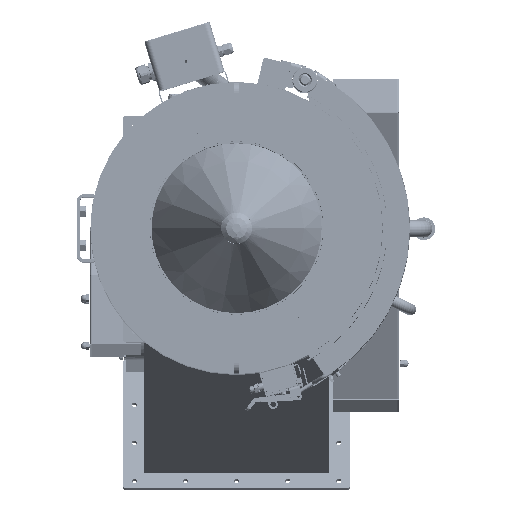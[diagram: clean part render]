
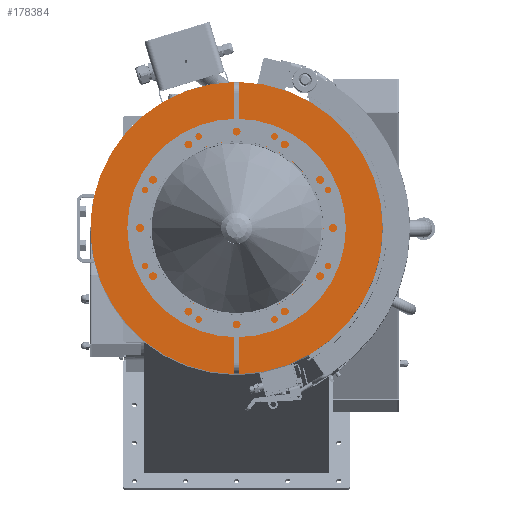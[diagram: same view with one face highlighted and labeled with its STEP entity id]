
A CAD part, top view. The second image highlights one B-rep face of the part: STEP entity #178384.
In plain terms, the highlighted planar face has unit normal (0, 0, 1).
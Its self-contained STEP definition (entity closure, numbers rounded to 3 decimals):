
#9724=LINE($,#264293,#25663);
#9734=LINE($,#264313,#25673);
#9736=LINE($,#264322,#25675);
#9739=LINE($,#264334,#25678);
#9740=LINE($,#264336,#25679);
#9741=LINE($,#264338,#25680);
#25663=VECTOR($,#213741,64.969);
#25673=VECTOR($,#213757,8.);
#25675=VECTOR($,#213767,64.969);
#25678=VECTOR($,#213784,64.969);
#25679=VECTOR($,#213785,8.);
#25680=VECTOR($,#213786,64.969);
#39887=PLANE($,#190796);
#46763=FACE_BOUND($,#61621,.T.);
#46764=FACE_BOUND($,#61622,.T.);
#61621=EDGE_LOOP($,(#129957));
#61622=EDGE_LOOP($,(#129958,#129959,#129960,#129961,#129962,#129963,#129964,
#129965,#129966,#129967));
#71161=CIRCLE($,#188855,257.5);
#71999=CIRCLE($,#190699,153.5);
#72055=CIRCLE($,#190797,257.5);
#72056=CIRCLE($,#190798,257.5);
#72057=CIRCLE($,#190799,257.5);
#77682=VERTEX_POINT($,#257390);
#77683=VERTEX_POINT($,#257392);
#79260=VERTEX_POINT($,#264133);
#79319=VERTEX_POINT($,#264290);
#79320=VERTEX_POINT($,#264292);
#79327=VERTEX_POINT($,#264311);
#79330=VERTEX_POINT($,#264320);
#79331=VERTEX_POINT($,#264332);
#79332=VERTEX_POINT($,#264333);
#79333=VERTEX_POINT($,#264335);
#79334=VERTEX_POINT($,#264337);
#95539=EDGE_CURVE($,#77682,#77683,#71161,.T.);
#98006=EDGE_CURVE($,#79260,#79260,#71999,.T.);
#98072=EDGE_CURVE($,#79320,#79319,#9724,.T.);
#98083=EDGE_CURVE($,#79319,#79327,#9734,.T.);
#98087=EDGE_CURVE($,#79327,#79330,#9736,.T.);
#98092=EDGE_CURVE($,#79331,#79332,#9739,.T.);
#98093=EDGE_CURVE($,#79332,#79333,#9740,.T.);
#98094=EDGE_CURVE($,#79333,#79334,#9741,.T.);
#98095=EDGE_CURVE($,#79320,#79334,#72055,.T.);
#98096=EDGE_CURVE($,#77683,#79330,#72056,.T.);
#98097=EDGE_CURVE($,#79331,#77682,#72057,.T.);
#129957=ORIENTED_EDGE($,*,*,#98006,.T.);
#129958=ORIENTED_EDGE($,*,*,#98092,.T.);
#129959=ORIENTED_EDGE($,*,*,#98093,.T.);
#129960=ORIENTED_EDGE($,*,*,#98094,.T.);
#129961=ORIENTED_EDGE($,*,*,#98095,.F.);
#129962=ORIENTED_EDGE($,*,*,#98072,.T.);
#129963=ORIENTED_EDGE($,*,*,#98083,.T.);
#129964=ORIENTED_EDGE($,*,*,#98087,.T.);
#129965=ORIENTED_EDGE($,*,*,#98096,.F.);
#129966=ORIENTED_EDGE($,*,*,#95539,.F.);
#129967=ORIENTED_EDGE($,*,*,#98097,.F.);
#178384=ADVANCED_FACE($,(#46763,#46764),#39887,.T.);
#188855=AXIS2_PLACEMENT_3D($,#257393,#208494,#208495);
#190699=AXIS2_PLACEMENT_3D($,#264134,#213558,#213559);
#190796=AXIS2_PLACEMENT_3D($,#264331,#213782,#213783);
#190797=AXIS2_PLACEMENT_3D($,#264339,#213787,#213788);
#190798=AXIS2_PLACEMENT_3D($,#264340,#213789,#213790);
#190799=AXIS2_PLACEMENT_3D($,#264341,#213791,#213792);
#208494=DIRECTION('center_axis',(0.,0.,
-1.));
#208495=DIRECTION('ref_axis',(0.,1.,0.));
#213558=DIRECTION('center_axis',(0.,0.,
-1.));
#213559=DIRECTION('ref_axis',(0.994,-0.108,0.));
#213741=DIRECTION($,(0.,-1.,0.));
#213757=DIRECTION($,(-1.,0.,0.));
#213767=DIRECTION($,(0.,1.,0.));
#213782=DIRECTION('center_axis',(0.,0.,
1.));
#213783=DIRECTION('ref_axis',(0.,1.,0.));
#213784=DIRECTION($,(0.,1.,0.));
#213785=DIRECTION($,(1.,0.,0.));
#213786=DIRECTION($,(0.,-1.,0.));
#213787=DIRECTION('center_axis',(0.,0.,
-1.));
#213788=DIRECTION('ref_axis',(0.,1.,0.));
#213789=DIRECTION('center_axis',(0.,0.,
-1.));
#213790=DIRECTION('ref_axis',(0.,1.,0.));
#213791=DIRECTION('center_axis',(0.,0.,
-1.));
#213792=DIRECTION('ref_axis',(0.,1.,0.));
#257390=CARTESIAN_POINT('',(-251.558,-55.,380.));
#257392=CARTESIAN_POINT('',(-251.558,55.,380.));
#257393=CARTESIAN_POINT('Origin',(0.,0.,
380.));
#264133=CARTESIAN_POINT('',(-152.604,16.557,380.));
#264134=CARTESIAN_POINT('Origin',(0.,0.,
380.));
#264290=CARTESIAN_POINT('',(4.,192.5,380.));
#264292=CARTESIAN_POINT('',(4.,257.469,380.));
#264293=CARTESIAN_POINT($,(4.,112.5,380.));
#264311=CARTESIAN_POINT('',(-4.,192.5,380.));
#264313=CARTESIAN_POINT($,(-36.029,192.5,380.));
#264320=CARTESIAN_POINT('',(-4.,257.469,380.));
#264322=CARTESIAN_POINT($,(-4.,112.5,380.));
#264331=CARTESIAN_POINT('Origin',(-72.058,0.,
380.));
#264332=CARTESIAN_POINT('',(-4.,-257.469,380.));
#264333=CARTESIAN_POINT('',(-4.,-192.5,380.));
#264334=CARTESIAN_POINT($,(-4.,-112.5,380.));
#264335=CARTESIAN_POINT('',(4.,-192.5,380.));
#264336=CARTESIAN_POINT($,(-36.029,-192.5,380.));
#264337=CARTESIAN_POINT('',(4.,-257.469,380.));
#264338=CARTESIAN_POINT($,(4.,-112.5,380.));
#264339=CARTESIAN_POINT('Origin',(0.,0.,
380.));
#264340=CARTESIAN_POINT('Origin',(0.,0.,
380.));
#264341=CARTESIAN_POINT('Origin',(0.,0.,
380.));
